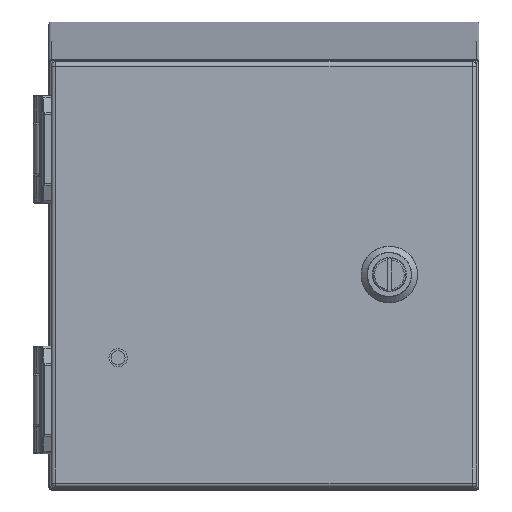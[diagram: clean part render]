
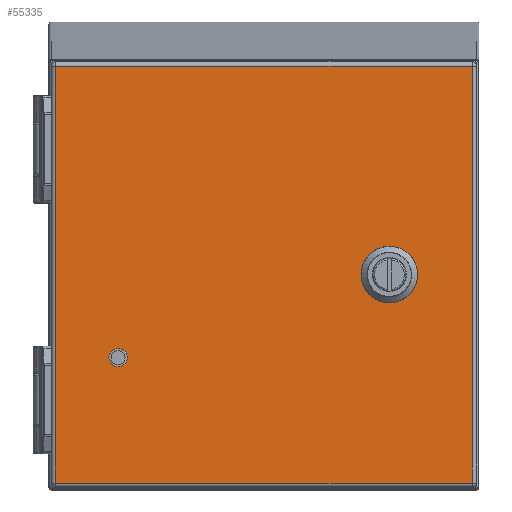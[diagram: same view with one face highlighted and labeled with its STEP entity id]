
A CAD part, top view. The second image highlights one B-rep face of the part: STEP entity #55335.
In plain terms, the highlighted planar face has unit normal (0, 0, 1).
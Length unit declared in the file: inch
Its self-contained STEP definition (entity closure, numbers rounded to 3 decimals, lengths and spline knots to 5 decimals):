
#220 = AXIS2_PLACEMENT_3D ( 'NONE', #24665, #71330, #38736 ) ;
#1229 = DIRECTION ( 'NONE',  ( 0., 0., 1. ) ) ;
#2105 = ORIENTED_EDGE ( 'NONE', *, *, #41132, .F. ) ;
#4050 = AXIS2_PLACEMENT_3D ( 'NONE', #61344, #73416, #79832 ) ;
#5653 = VERTEX_POINT ( 'NONE', #9171 ) ;
#5684 = CARTESIAN_POINT ( 'NONE',  ( -2.91055, -2.97, 4.18453 ) ) ;
#7974 = LINE ( 'NONE', #54124, #37066 ) ;
#8621 = ORIENTED_EDGE ( 'NONE', *, *, #17264, .T. ) ;
#9128 = EDGE_CURVE ( 'NONE', #57957, #69413, #44420, .T. ) ;
#9171 = CARTESIAN_POINT ( 'NONE',  ( 1.44392, -0.08845, 4.18453 ) ) ;
#10554 = CARTESIAN_POINT ( 'NONE',  ( -2.97055, 2.91, 4.18453 ) ) ;
#12020 = ORIENTED_EDGE ( 'NONE', *, *, #42959, .F. ) ;
#12287 = VECTOR ( 'NONE', #77739, 39.37008 ) ;
#13570 = CIRCLE ( 'NONE', #4050, 0.32 ) ;
#13763 = LINE ( 'NONE', #33390, #36710 ) ;
#15544 = EDGE_CURVE ( 'NONE', #33124, #42313, #43967, .T. ) ;
#17010 = AXIS2_PLACEMENT_3D ( 'NONE', #41398, #28522, #54608 ) ;
#17264 = EDGE_CURVE ( 'NONE', #80028, #58755, #51020, .T. ) ;
#18268 = ORIENTED_EDGE ( 'NONE', *, *, #52429, .T. ) ;
#20173 = ORIENTED_EDGE ( 'NONE', *, *, #43660, .T. ) ;
#21066 = AXIS2_PLACEMENT_3D ( 'NONE', #40021, #64471, #51613 ) ;
#21814 = FACE_OUTER_BOUND ( 'NONE', #59568, .T. ) ;
#23156 = VECTOR ( 'NONE', #49480, 39.37008 ) ;
#23497 = VECTOR ( 'NONE', #31088, 39.37008 ) ;
#23788 = DIRECTION ( 'NONE',  ( 0., 0., 1. ) ) ;
#24463 = CARTESIAN_POINT ( 'NONE',  ( 2.05899, 0.08845, 4.18453 ) ) ;
#24665 = CARTESIAN_POINT ( 'NONE',  ( 1.75145, 0., 4.18453 ) ) ;
#25427 = EDGE_LOOP ( 'NONE', ( #2105, #18268, #80843, #70829, #12020, #74295, #45473, #51001 ) ) ;
#26829 = CARTESIAN_POINT ( 'NONE',  ( 2.90945, 2.91, 4.18453 ) ) ;
#28522 = DIRECTION ( 'NONE',  ( 0., 0., 1. ) ) ;
#29362 = LINE ( 'NONE', #47802, #56751 ) ;
#31088 = DIRECTION ( 'NONE',  ( -1., 0., 0. ) ) ;
#32196 = EDGE_CURVE ( 'NONE', #33124, #51766, #29362, .T. ) ;
#33124 = VERTEX_POINT ( 'NONE', #58353 ) ;
#33390 = CARTESIAN_POINT ( 'NONE',  ( 0.67746, 0.67801, 4.18453 ) ) ;
#33661 = DIRECTION ( 'NONE',  ( 1., 0., 0. ) ) ;
#34013 = DIRECTION ( 'NONE',  ( 0.707, 0.707, 0. ) ) ;
#35528 = VERTEX_POINT ( 'NONE', #39521 ) ;
#36162 = CARTESIAN_POINT ( 'NONE',  ( 1.07344, -1.07399, 4.18453 ) ) ;
#36710 = VECTOR ( 'NONE', #52666, 39.37008 ) ;
#37066 = VECTOR ( 'NONE', #34013, 39.37008 ) ;
#38187 = CARTESIAN_POINT ( 'NONE',  ( 1.75145, 0., 4.18453 ) ) ;
#38736 = DIRECTION ( 'NONE',  ( 1., 0., 0. ) ) ;
#39521 = CARTESIAN_POINT ( 'NONE',  ( 1.44392, 0.08845, 4.18453 ) ) ;
#39711 = CIRCLE ( 'NONE', #220, 0.32 ) ;
#39984 = CARTESIAN_POINT ( 'NONE',  ( 2.90945, 2.97, 4.18453 ) ) ;
#40021 = CARTESIAN_POINT ( 'NONE',  ( -0.00055, 0., 4.18453 ) ) ;
#40736 = VERTEX_POINT ( 'NONE', #26829 ) ;
#40824 = VERTEX_POINT ( 'NONE', #53754 ) ;
#41132 = EDGE_CURVE ( 'NONE', #35528, #5653, #13570, .T. ) ;
#41398 = CARTESIAN_POINT ( 'NONE',  ( 1.75145, 0., 4.18453 ) ) ;
#42313 = VERTEX_POINT ( 'NONE', #65829 ) ;
#42589 = AXIS2_PLACEMENT_3D ( 'NONE', #38187, #23788, #52700 ) ;
#42959 = EDGE_CURVE ( 'NONE', #40824, #51766, #39711, .T. ) ;
#43660 = EDGE_CURVE ( 'NONE', #40736, #80028, #49526, .T. ) ;
#43967 = CIRCLE ( 'NONE', #42589, 0.32 ) ;
#44420 = CIRCLE ( 'NONE', #17010, 0.32 ) ;
#44535 = VERTEX_POINT ( 'NONE', #49100 ) ;
#45473 = ORIENTED_EDGE ( 'NONE', *, *, #9128, .F. ) ;
#46248 = VERTEX_POINT ( 'NONE', #72386 ) ;
#46344 = AXIS2_PLACEMENT_3D ( 'NONE', #60611, #1229, #73923 ) ;
#46381 = ORIENTED_EDGE ( 'NONE', *, *, #83629, .F. ) ;
#47802 = CARTESIAN_POINT ( 'NONE',  ( 1.07344, 1.07399, 4.18453 ) ) ;
#48092 = EDGE_CURVE ( 'NONE', #58755, #44535, #78290, .T. ) ;
#49100 = CARTESIAN_POINT ( 'NONE',  ( 2.90945, -2.91, 4.18453 ) ) ;
#49480 = DIRECTION ( 'NONE',  ( -0.707, -0.707, 0. ) ) ;
#49526 = LINE ( 'NONE', #10554, #23497 ) ;
#51001 = ORIENTED_EDGE ( 'NONE', *, *, #66044, .T. ) ;
#51020 = LINE ( 'NONE', #5684, #80987 ) ;
#51062 = EDGE_CURVE ( 'NONE', #40824, #69413, #75191, .T. ) ;
#51263 = EDGE_CURVE ( 'NONE', #44535, #40736, #84572, .T. ) ;
#51613 = DIRECTION ( 'NONE',  ( 1., 0., 0. ) ) ;
#51766 = VERTEX_POINT ( 'NONE', #24463 ) ;
#52429 = EDGE_CURVE ( 'NONE', #35528, #42313, #7974, .T. ) ;
#52666 = DIRECTION ( 'NONE',  ( -0.707, 0.707, 0. ) ) ;
#52700 = DIRECTION ( 'NONE',  ( 1., 0., 0. ) ) ;
#53157 = ORIENTED_EDGE ( 'NONE', *, *, #51263, .T. ) ;
#53754 = CARTESIAN_POINT ( 'NONE',  ( 2.05899, -0.08845, 4.18453 ) ) ;
#54124 = CARTESIAN_POINT ( 'NONE',  ( 0.67746, -0.67801, 4.18453 ) ) ;
#54207 = CARTESIAN_POINT ( 'NONE',  ( -2.91055, 2.91, 4.18453 ) ) ;
#54608 = DIRECTION ( 'NONE',  ( 1., 0., 0. ) ) ;
#55335 = ADVANCED_FACE ( 'NONE', ( #82484, #63189, #21814 ), #56769, .T. ) ;
#56751 = VECTOR ( 'NONE', #81639, 39.37008 ) ;
#56769 = PLANE ( 'NONE',  #21066 ) ;
#57957 = VERTEX_POINT ( 'NONE', #81669 ) ;
#58353 = CARTESIAN_POINT ( 'NONE',  ( 1.8399, 0.30753, 4.18453 ) ) ;
#58755 = VERTEX_POINT ( 'NONE', #60206 ) ;
#59568 = EDGE_LOOP ( 'NONE', ( #53157, #20173, #8621, #81732 ) ) ;
#60206 = CARTESIAN_POINT ( 'NONE',  ( -2.91055, -2.91, 4.18453 ) ) ;
#60611 = CARTESIAN_POINT ( 'NONE',  ( -2.03555, -1.16, 4.18453 ) ) ;
#61344 = CARTESIAN_POINT ( 'NONE',  ( 1.75145, 0., 4.18453 ) ) ;
#63189 = FACE_BOUND ( 'NONE', #70947, .T. ) ;
#63848 = CARTESIAN_POINT ( 'NONE',  ( 1.8399, -0.30753, 4.18453 ) ) ;
#64471 = DIRECTION ( 'NONE',  ( 0., 0., 1. ) ) ;
#65829 = CARTESIAN_POINT ( 'NONE',  ( 1.66301, 0.30753, 4.18453 ) ) ;
#66044 = EDGE_CURVE ( 'NONE', #57957, #5653, #13763, .T. ) ;
#69413 = VERTEX_POINT ( 'NONE', #63848 ) ;
#70724 = VECTOR ( 'NONE', #33661, 39.37008 ) ;
#70829 = ORIENTED_EDGE ( 'NONE', *, *, #32196, .T. ) ;
#70947 = EDGE_LOOP ( 'NONE', ( #46381 ) ) ;
#71330 = DIRECTION ( 'NONE',  ( 0., 0., 1. ) ) ;
#72386 = CARTESIAN_POINT ( 'NONE',  ( -1.9375, -1.16, 4.18453 ) ) ;
#73416 = DIRECTION ( 'NONE',  ( 0., 0., 1. ) ) ;
#73923 = DIRECTION ( 'NONE',  ( 1., 0., 0. ) ) ;
#74295 = ORIENTED_EDGE ( 'NONE', *, *, #51062, .T. ) ;
#75191 = LINE ( 'NONE', #36162, #23156 ) ;
#77739 = DIRECTION ( 'NONE',  ( 0., 1., 0. ) ) ;
#77872 = CARTESIAN_POINT ( 'NONE',  ( 2.96945, -2.91, 4.18453 ) ) ;
#78290 = LINE ( 'NONE', #77872, #70724 ) ;
#79832 = DIRECTION ( 'NONE',  ( 1., 0., 0. ) ) ;
#80028 = VERTEX_POINT ( 'NONE', #54207 ) ;
#80843 = ORIENTED_EDGE ( 'NONE', *, *, #15544, .F. ) ;
#80987 = VECTOR ( 'NONE', #82298, 39.37008 ) ;
#81639 = DIRECTION ( 'NONE',  ( 0.707, -0.707, 0. ) ) ;
#81669 = CARTESIAN_POINT ( 'NONE',  ( 1.66301, -0.30753, 4.18453 ) ) ;
#81732 = ORIENTED_EDGE ( 'NONE', *, *, #48092, .T. ) ;
#82298 = DIRECTION ( 'NONE',  ( 0., -1., 0. ) ) ;
#82484 = FACE_BOUND ( 'NONE', #25427, .T. ) ;
#83279 = CIRCLE ( 'NONE', #46344, 0.09805 ) ;
#83629 = EDGE_CURVE ( 'NONE', #46248, #46248, #83279, .T. ) ;
#84572 = LINE ( 'NONE', #39984, #12287 ) ;
